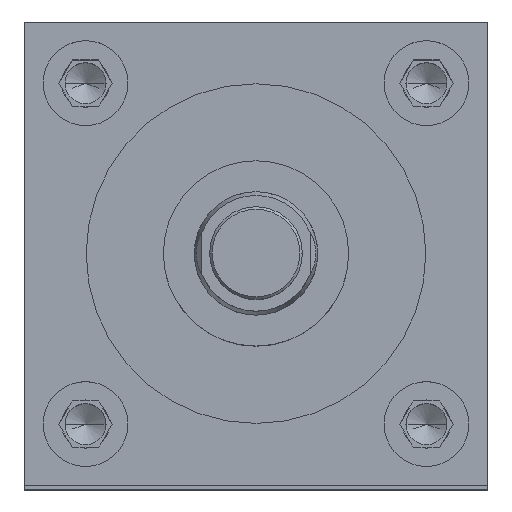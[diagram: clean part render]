
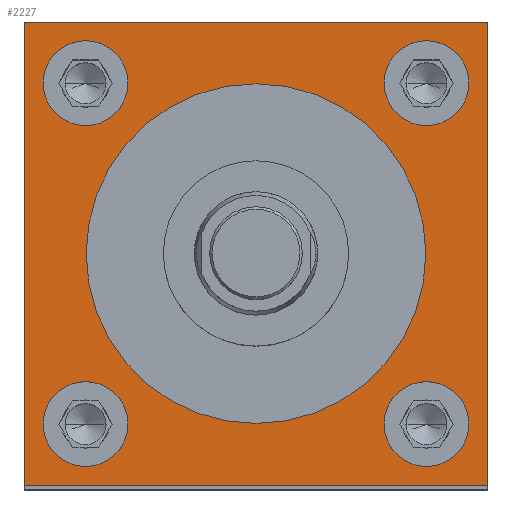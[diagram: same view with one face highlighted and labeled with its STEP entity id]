
A CAD part, top view. The second image highlights one B-rep face of the part: STEP entity #2227.
In plain terms, the highlighted planar face has unit normal (0, 0, 1).
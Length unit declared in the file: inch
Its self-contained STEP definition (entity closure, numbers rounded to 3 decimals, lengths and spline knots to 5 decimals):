
#85 = VECTOR ( 'NONE', #2815, 39.37008 ) ;
#158 = CARTESIAN_POINT ( 'NONE',  ( 1.38, 1.38, 22.25 ) ) ;
#164 = CIRCLE ( 'NONE', #268, 1.375 ) ;
#256 = CARTESIAN_POINT ( 'NONE',  ( 1.875, -1.875, 22.25 ) ) ;
#262 = CARTESIAN_POINT ( 'NONE',  ( -1.38, 1.38, 22.25 ) ) ;
#268 = AXIS2_PLACEMENT_3D ( 'NONE', #1293, #1789, #5202 ) ;
#307 = VERTEX_POINT ( 'NONE', #4906 ) ;
#331 = AXIS2_PLACEMENT_3D ( 'NONE', #5705, #4881, #2454 ) ;
#418 = EDGE_CURVE ( 'NONE', #4349, #3754, #2097, .T. ) ;
#435 = FACE_BOUND ( 'NONE', #3252, .T. ) ;
#494 = CARTESIAN_POINT ( 'NONE',  ( 1.7235, -1.38, 22.25 ) ) ;
#519 = LINE ( 'NONE', #3733, #85 ) ;
#528 = FACE_BOUND ( 'NONE', #4153, .T. ) ;
#639 = CIRCLE ( 'NONE', #4260, 0.3435 ) ;
#736 = EDGE_CURVE ( 'NONE', #1549, #6114, #639, .T. ) ;
#802 = DIRECTION ( 'NONE',  ( -1., 0., 0. ) ) ;
#860 = CARTESIAN_POINT ( 'NONE',  ( 1.875, 1.875, 22.25 ) ) ;
#1021 = EDGE_CURVE ( 'NONE', #3658, #4189, #1515, .T. ) ;
#1027 = CARTESIAN_POINT ( 'NONE',  ( 1.38, -1.38, 22.25 ) ) ;
#1048 = CARTESIAN_POINT ( 'NONE',  ( -1.375, 0., 22.25 ) ) ;
#1077 = DIRECTION ( 'NONE',  ( 0., 0., 1. ) ) ;
#1154 = EDGE_LOOP ( 'NONE', ( #1588, #3103, #1787, #5454 ) ) ;
#1195 = CIRCLE ( 'NONE', #3908, 0.3435 ) ;
#1293 = CARTESIAN_POINT ( 'NONE',  ( 0., 0., 22.25 ) ) ;
#1344 = EDGE_CURVE ( 'NONE', #1893, #307, #4212, .T. ) ;
#1414 = FACE_BOUND ( 'NONE', #1469, .T. ) ;
#1469 = EDGE_LOOP ( 'NONE', ( #5766, #4426 ) ) ;
#1483 = EDGE_CURVE ( 'NONE', #3425, #1792, #1195, .T. ) ;
#1489 = VECTOR ( 'NONE', #802, 39.37008 ) ;
#1503 = CARTESIAN_POINT ( 'NONE',  ( 1.375, 0., 22.25 ) ) ;
#1508 = EDGE_CURVE ( 'NONE', #307, #6050, #519, .T. ) ;
#1515 = CIRCLE ( 'NONE', #2420, 0.3435 ) ;
#1549 = VERTEX_POINT ( 'NONE', #1558 ) ;
#1558 = CARTESIAN_POINT ( 'NONE',  ( -1.0365, 1.38, 22.25 ) ) ;
#1585 = DIRECTION ( 'NONE',  ( 1., 0., 0. ) ) ;
#1588 = ORIENTED_EDGE ( 'NONE', *, *, #1508, .T. ) ;
#1643 = DIRECTION ( 'NONE',  ( 1., 0., 0. ) ) ;
#1727 = DIRECTION ( 'NONE',  ( 1., 0., 0. ) ) ;
#1762 = ORIENTED_EDGE ( 'NONE', *, *, #5314, .F. ) ;
#1770 = AXIS2_PLACEMENT_3D ( 'NONE', #158, #2073, #4154 ) ;
#1787 = ORIENTED_EDGE ( 'NONE', *, *, #3493, .T. ) ;
#1789 = DIRECTION ( 'NONE',  ( 0., 0., 1. ) ) ;
#1792 = VERTEX_POINT ( 'NONE', #4621 ) ;
#1848 = FACE_BOUND ( 'NONE', #5090, .T. ) ;
#1893 = VERTEX_POINT ( 'NONE', #860 ) ;
#2040 = VERTEX_POINT ( 'NONE', #4871 ) ;
#2073 = DIRECTION ( 'NONE',  ( 0., 0., 1. ) ) ;
#2083 = DIRECTION ( 'NONE',  ( 0., 0., 1. ) ) ;
#2097 = CIRCLE ( 'NONE', #2907, 0.3435 ) ;
#2227 = ADVANCED_FACE ( 'NONE', ( #2355, #1848, #1414, #435, #528, #3305 ), #3776, .F. ) ;
#2355 = FACE_BOUND ( 'NONE', #4278, .T. ) ;
#2420 = AXIS2_PLACEMENT_3D ( 'NONE', #5326, #5837, #3839 ) ;
#2454 = DIRECTION ( 'NONE',  ( -1., 0., 0. ) ) ;
#2547 = CIRCLE ( 'NONE', #3855, 0.3435 ) ;
#2815 = DIRECTION ( 'NONE',  ( 0., -1., 0. ) ) ;
#2868 = CARTESIAN_POINT ( 'NONE',  ( -1.7235, -1.38, 22.25 ) ) ;
#2907 = AXIS2_PLACEMENT_3D ( 'NONE', #5125, #5632, #3112 ) ;
#2936 = DIRECTION ( 'NONE',  ( 1., 0., 0. ) ) ;
#2965 = EDGE_CURVE ( 'NONE', #6050, #2040, #4867, .T. ) ;
#2987 = VECTOR ( 'NONE', #2936, 39.37008 ) ;
#3103 = ORIENTED_EDGE ( 'NONE', *, *, #2965, .T. ) ;
#3107 = AXIS2_PLACEMENT_3D ( 'NONE', #3575, #2083, #1727 ) ;
#3112 = DIRECTION ( 'NONE',  ( 1., 0., 0. ) ) ;
#3222 = CIRCLE ( 'NONE', #4836, 0.3435 ) ;
#3226 = EDGE_CURVE ( 'NONE', #4181, #5563, #164, .T. ) ;
#3252 = EDGE_LOOP ( 'NONE', ( #3354, #5489 ) ) ;
#3305 = FACE_OUTER_BOUND ( 'NONE', #1154, .T. ) ;
#3323 = DIRECTION ( 'NONE',  ( 0., 0., 1. ) ) ;
#3354 = ORIENTED_EDGE ( 'NONE', *, *, #736, .F. ) ;
#3358 = CARTESIAN_POINT ( 'NONE',  ( 1.38, 1.38, 22.25 ) ) ;
#3425 = VERTEX_POINT ( 'NONE', #5457 ) ;
#3484 = CARTESIAN_POINT ( 'NONE',  ( -1.875, -1.875, 22.25 ) ) ;
#3493 = EDGE_CURVE ( 'NONE', #2040, #1893, #3654, .T. ) ;
#3573 = ORIENTED_EDGE ( 'NONE', *, *, #1021, .F. ) ;
#3575 = CARTESIAN_POINT ( 'NONE',  ( 0., 0., 22.25 ) ) ;
#3654 = LINE ( 'NONE', #256, #5807 ) ;
#3658 = VERTEX_POINT ( 'NONE', #494 ) ;
#3691 = CIRCLE ( 'NONE', #1770, 0.3435 ) ;
#3733 = CARTESIAN_POINT ( 'NONE',  ( -1.875, -1.875, 22.25 ) ) ;
#3754 = VERTEX_POINT ( 'NONE', #3868 ) ;
#3776 = PLANE ( 'NONE',  #331 ) ;
#3828 = DIRECTION ( 'NONE',  ( 0., 0., 1. ) ) ;
#3839 = DIRECTION ( 'NONE',  ( 1., 0., 0. ) ) ;
#3855 = AXIS2_PLACEMENT_3D ( 'NONE', #4844, #3828, #5760 ) ;
#3868 = CARTESIAN_POINT ( 'NONE',  ( -1.0365, -1.38, 22.25 ) ) ;
#3908 = AXIS2_PLACEMENT_3D ( 'NONE', #3358, #3323, #4305 ) ;
#4019 = CARTESIAN_POINT ( 'NONE',  ( -1.38, 1.38, 22.25 ) ) ;
#4070 = EDGE_CURVE ( 'NONE', #6114, #1549, #3222, .T. ) ;
#4153 = EDGE_LOOP ( 'NONE', ( #4199, #4842 ) ) ;
#4154 = DIRECTION ( 'NONE',  ( 1., 0., 0. ) ) ;
#4181 = VERTEX_POINT ( 'NONE', #1048 ) ;
#4189 = VERTEX_POINT ( 'NONE', #5086 ) ;
#4199 = ORIENTED_EDGE ( 'NONE', *, *, #4880, .F. ) ;
#4212 = LINE ( 'NONE', #5149, #1489 ) ;
#4260 = AXIS2_PLACEMENT_3D ( 'NONE', #262, #1077, #1643 ) ;
#4278 = EDGE_LOOP ( 'NONE', ( #3573, #5253 ) ) ;
#4305 = DIRECTION ( 'NONE',  ( 1., 0., 0. ) ) ;
#4349 = VERTEX_POINT ( 'NONE', #2868 ) ;
#4402 = DIRECTION ( 'NONE',  ( 1., 0., 0. ) ) ;
#4426 = ORIENTED_EDGE ( 'NONE', *, *, #418, .F. ) ;
#4512 = ORIENTED_EDGE ( 'NONE', *, *, #1483, .F. ) ;
#4621 = CARTESIAN_POINT ( 'NONE',  ( 1.0365, 1.38, 22.25 ) ) ;
#4759 = CIRCLE ( 'NONE', #5661, 0.3435 ) ;
#4836 = AXIS2_PLACEMENT_3D ( 'NONE', #4019, #5433, #1585 ) ;
#4838 = CARTESIAN_POINT ( 'NONE',  ( -1.875, -1.875, 22.25 ) ) ;
#4842 = ORIENTED_EDGE ( 'NONE', *, *, #3226, .F. ) ;
#4844 = CARTESIAN_POINT ( 'NONE',  ( -1.38, -1.38, 22.25 ) ) ;
#4867 = LINE ( 'NONE', #4838, #2987 ) ;
#4871 = CARTESIAN_POINT ( 'NONE',  ( 1.875, -1.875, 22.25 ) ) ;
#4880 = EDGE_CURVE ( 'NONE', #5563, #4181, #5532, .T. ) ;
#4881 = DIRECTION ( 'NONE',  ( 0., 0., -1. ) ) ;
#4906 = CARTESIAN_POINT ( 'NONE',  ( -1.875, 1.875, 22.25 ) ) ;
#4984 = DIRECTION ( 'NONE',  ( 0., 1., 0. ) ) ;
#5086 = CARTESIAN_POINT ( 'NONE',  ( 1.0365, -1.38, 22.25 ) ) ;
#5090 = EDGE_LOOP ( 'NONE', ( #4512, #1762 ) ) ;
#5125 = CARTESIAN_POINT ( 'NONE',  ( -1.38, -1.38, 22.25 ) ) ;
#5149 = CARTESIAN_POINT ( 'NONE',  ( -1.875, 1.875, 22.25 ) ) ;
#5202 = DIRECTION ( 'NONE',  ( 1., 0., 0. ) ) ;
#5253 = ORIENTED_EDGE ( 'NONE', *, *, #5570, .F. ) ;
#5314 = EDGE_CURVE ( 'NONE', #1792, #3425, #3691, .T. ) ;
#5326 = CARTESIAN_POINT ( 'NONE',  ( 1.38, -1.38, 22.25 ) ) ;
#5376 = CARTESIAN_POINT ( 'NONE',  ( -1.7235, 1.38, 22.25 ) ) ;
#5381 = DIRECTION ( 'NONE',  ( 0., 0., 1. ) ) ;
#5433 = DIRECTION ( 'NONE',  ( 0., 0., 1. ) ) ;
#5454 = ORIENTED_EDGE ( 'NONE', *, *, #1344, .T. ) ;
#5457 = CARTESIAN_POINT ( 'NONE',  ( 1.7235, 1.38, 22.25 ) ) ;
#5489 = ORIENTED_EDGE ( 'NONE', *, *, #4070, .F. ) ;
#5532 = CIRCLE ( 'NONE', #3107, 1.375 ) ;
#5563 = VERTEX_POINT ( 'NONE', #1503 ) ;
#5570 = EDGE_CURVE ( 'NONE', #4189, #3658, #4759, .T. ) ;
#5632 = DIRECTION ( 'NONE',  ( 0., 0., 1. ) ) ;
#5661 = AXIS2_PLACEMENT_3D ( 'NONE', #1027, #5381, #4402 ) ;
#5705 = CARTESIAN_POINT ( 'NONE',  ( -1.875, 1.875, 22.25 ) ) ;
#5760 = DIRECTION ( 'NONE',  ( 1., 0., 0. ) ) ;
#5766 = ORIENTED_EDGE ( 'NONE', *, *, #6026, .F. ) ;
#5807 = VECTOR ( 'NONE', #4984, 39.37008 ) ;
#5837 = DIRECTION ( 'NONE',  ( 0., 0., 1. ) ) ;
#6026 = EDGE_CURVE ( 'NONE', #3754, #4349, #2547, .T. ) ;
#6050 = VERTEX_POINT ( 'NONE', #3484 ) ;
#6114 = VERTEX_POINT ( 'NONE', #5376 ) ;
